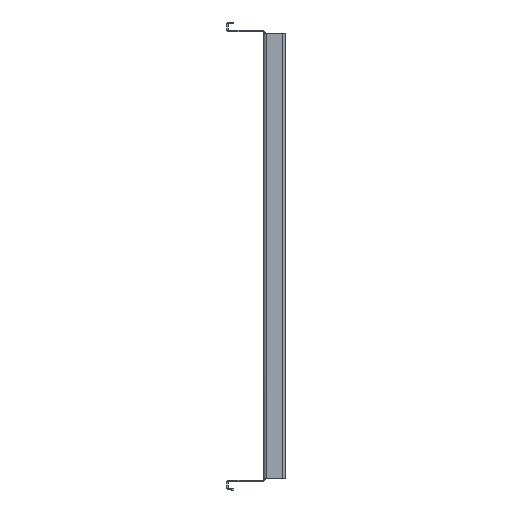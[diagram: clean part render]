
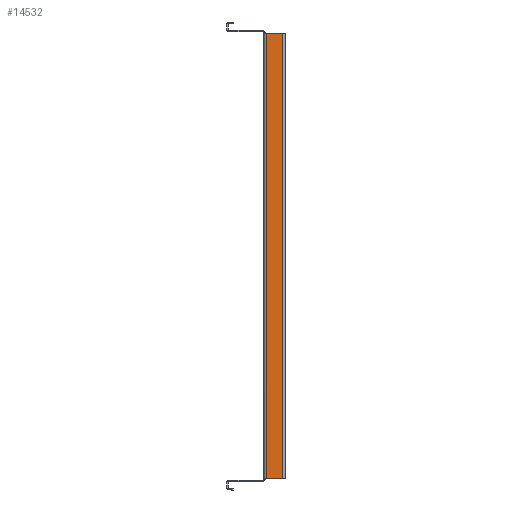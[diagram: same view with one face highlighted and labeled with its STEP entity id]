
A CAD part, left-side view. The second image highlights one B-rep face of the part: STEP entity #14532.
In plain terms, the highlighted planar face has unit normal (-1, 0, 0).
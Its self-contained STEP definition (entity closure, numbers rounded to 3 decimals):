
#16 = ORIENTED_EDGE ( 'NONE', *, *, #9926, .T. ) ;
#917 = VECTOR ( 'NONE', #8153, 1000. ) ;
#1562 = VECTOR ( 'NONE', #16045, 1000. ) ;
#1912 = CARTESIAN_POINT ( 'NONE',  ( -280., -29., -343. ) ) ;
#3214 = CARTESIAN_POINT ( 'NONE',  ( -280., -29., 343. ) ) ;
#3920 = CARTESIAN_POINT ( 'NONE',  ( -280., -4., -343. ) ) ;
#5260 = CARTESIAN_POINT ( 'NONE',  ( -280., -4., 0. ) ) ;
#6067 = ORIENTED_EDGE ( 'NONE', *, *, #11071, .T. ) ;
#6083 = EDGE_CURVE ( 'NONE', #18184, #13679, #16238, .T. ) ;
#6286 = CARTESIAN_POINT ( 'NONE',  ( -280., -29., -343. ) ) ;
#6698 = DIRECTION ( 'NONE',  ( 0., -1., 0. ) ) ;
#6845 = VERTEX_POINT ( 'NONE', #3920 ) ;
#7028 = CARTESIAN_POINT ( 'NONE',  ( -280., 0., 343. ) ) ;
#8005 = DIRECTION ( 'NONE',  ( -1., 0., 0. ) ) ;
#8153 = DIRECTION ( 'NONE',  ( 0., 0., -1. ) ) ;
#8431 = LINE ( 'NONE', #5260, #917 ) ;
#8512 = LINE ( 'NONE', #7028, #13172 ) ;
#8946 = EDGE_CURVE ( 'NONE', #6845, #18184, #15335, .T. ) ;
#9926 = EDGE_CURVE ( 'NONE', #13679, #16496, #8512, .T. ) ;
#10282 = ORIENTED_EDGE ( 'NONE', *, *, #6083, .T. ) ;
#10977 = FACE_OUTER_BOUND ( 'NONE', #13136, .T. ) ;
#11071 = EDGE_CURVE ( 'NONE', #16496, #6845, #8431, .T. ) ;
#12260 = PLANE ( 'NONE',  #13592 ) ;
#12656 = ORIENTED_EDGE ( 'NONE', *, *, #8946, .T. ) ;
#13136 = EDGE_LOOP ( 'NONE', ( #12656, #10282, #16, #6067 ) ) ;
#13172 = VECTOR ( 'NONE', #17028, 1000. ) ;
#13582 = CARTESIAN_POINT ( 'NONE',  ( -280., -4., 343. ) ) ;
#13592 = AXIS2_PLACEMENT_3D ( 'NONE', #13837, #8005, #6698 ) ;
#13679 = VERTEX_POINT ( 'NONE', #3214 ) ;
#13837 = CARTESIAN_POINT ( 'NONE',  ( -280., 0., 0. ) ) ;
#14122 = DIRECTION ( 'NONE',  ( 0., -1., 0. ) ) ;
#14333 = VECTOR ( 'NONE', #14122, 1000. ) ;
#14532 = ADVANCED_FACE ( 'NONE', ( #10977 ), #12260, .T. ) ;
#15335 = LINE ( 'NONE', #16983, #14333 ) ;
#16045 = DIRECTION ( 'NONE',  ( 0., 0., 1. ) ) ;
#16238 = LINE ( 'NONE', #1912, #1562 ) ;
#16496 = VERTEX_POINT ( 'NONE', #13582 ) ;
#16983 = CARTESIAN_POINT ( 'NONE',  ( -280., 0., -343. ) ) ;
#17028 = DIRECTION ( 'NONE',  ( 0., 1., 0. ) ) ;
#18184 = VERTEX_POINT ( 'NONE', #6286 ) ;
